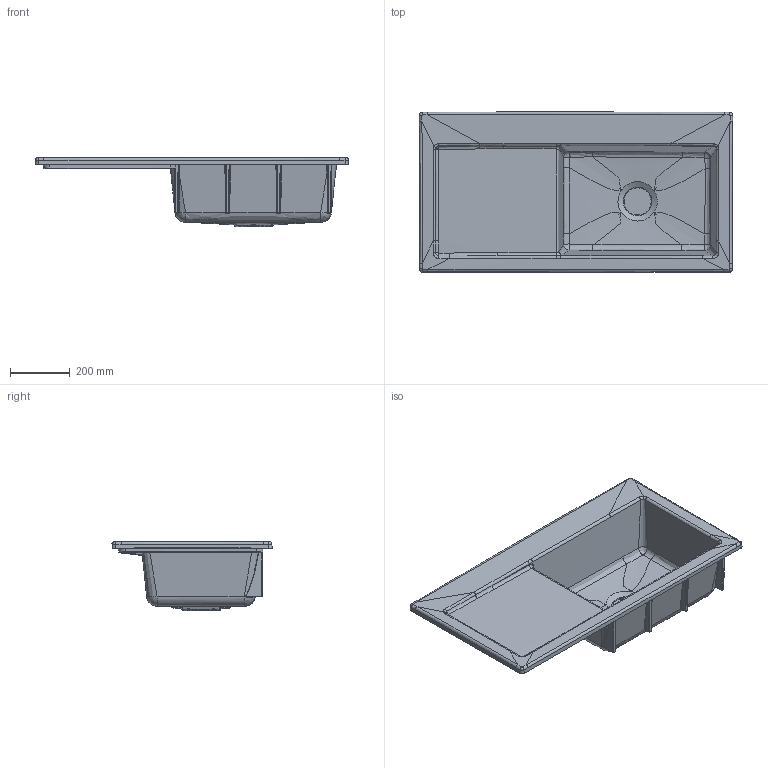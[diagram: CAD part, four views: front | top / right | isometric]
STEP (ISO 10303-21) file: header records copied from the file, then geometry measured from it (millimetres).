
FILE_DESCRIPTION(/* description */ (''),/* implementation_level */ '2;1');
FILE_NAME(/* name */ 'Spuele_6718_Subway_60.stp',/* time_stamp */ '2019-02-20T13:52:51+01:00',/* author */ (''),/* organization */ (''),/* preprocessor_version */ 'ST-DEVELOPER v16',/* originating_system */ 'SIEMENS PLM Software NX 10.0',/* authorisation */ '');
FILE_SCHEMA (('AUTOMOTIVE_DESIGN { 1 0 10303 214 3 1 1 1 }'));
Length unit declared in the file: millimetre
Products named in the file (1): Sier17C06C057npq
Bounding box: 1051.34 x 537.28 x 232.32 mm (x, y, z)
Volume: 14062116.5 mm3; surface area: 1849598.1 mm2
Topology: 1 solids, 1 shells, 315 faces, 771 edges, 447 vertices
Faces by surface type: bspline 297, plane 8, sphere 6, torus 2, cone 2
Entity records: 21332 total; most frequent: CARTESIAN_POINT 16539, ORIENTED_EDGE 1504, EDGE_CURVE 752, B_SPLINE_CURVE_WITH_KNOTS 632, VERTEX_POINT 445, EDGE_LOOP 321, ADVANCED_FACE 315, FACE_OUTER_BOUND 309
